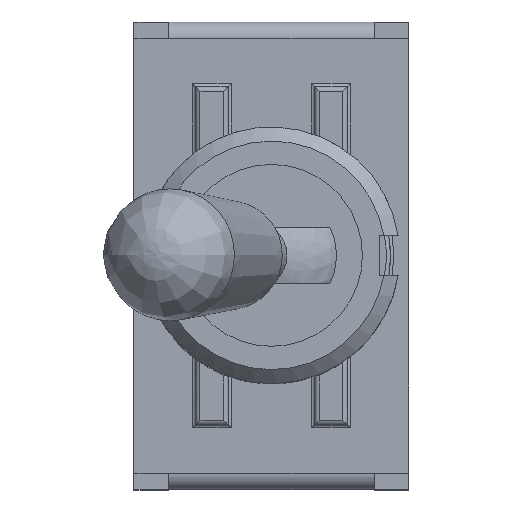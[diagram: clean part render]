
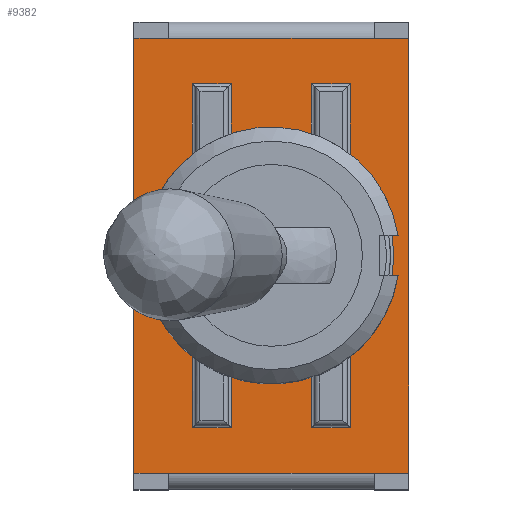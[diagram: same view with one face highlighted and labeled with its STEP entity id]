
A CAD part, top view. The second image highlights one B-rep face of the part: STEP entity #9382.
In plain terms, the highlighted planar face has unit normal (0, 0, 1).
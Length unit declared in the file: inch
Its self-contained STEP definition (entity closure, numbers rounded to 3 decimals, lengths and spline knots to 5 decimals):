
#75=FACE_BOUND('',#1370,.T.);
#390=CIRCLE('',#9940,0.22244);
#399=CIRCLE('',#9959,0.22244);
#407=CIRCLE('',#9977,0.22244);
#417=CIRCLE('',#10001,0.22244);
#793=FACE_OUTER_BOUND('',#1369,.T.);
#1369=EDGE_LOOP('',(#6464,#6465,#6466,#6467,#6468,#6469,#6470,#6471));
#1370=EDGE_LOOP('',(#6472,#6473,#6474,#6475,#6476,#6477,#6478,#6479,#6480,
#6481,#6482,#6483,#6484,#6485,#6486,#6487));
#2038=LINE('',#14102,#2998);
#2047=LINE('',#14289,#3007);
#2056=LINE('',#14555,#3016);
#2066=LINE('',#14823,#3026);
#2068=LINE('',#14830,#3028);
#2070=LINE('',#14833,#3030);
#2072=LINE('',#14839,#3032);
#2074=LINE('',#14844,#3034);
#2075=LINE('',#14846,#3035);
#2077=LINE('',#14852,#3037);
#2079=LINE('',#14855,#3039);
#2081=LINE('',#14858,#3041);
#2089=LINE('',#14874,#3049);
#2090=LINE('',#14876,#3050);
#2091=LINE('',#14878,#3051);
#2092=LINE('',#14880,#3052);
#2093=LINE('',#14881,#3053);
#2094=LINE('',#14883,#3054);
#2095=LINE('',#14885,#3055);
#2096=LINE('',#14886,#3056);
#2998=VECTOR('',#11017,0.3937);
#3007=VECTOR('',#11064,0.3937);
#3016=VECTOR('',#11109,0.3937);
#3026=VECTOR('',#11155,0.3937);
#3028=VECTOR('',#11163,0.3937);
#3030=VECTOR('',#11167,0.3937);
#3032=VECTOR('',#11173,0.3937);
#3034=VECTOR('',#11179,0.3937);
#3035=VECTOR('',#11182,0.3937);
#3037=VECTOR('',#11188,0.3937);
#3039=VECTOR('',#11192,0.3937);
#3041=VECTOR('',#11196,0.3937);
#3049=VECTOR('',#11214,0.3937);
#3050=VECTOR('',#11215,0.3937);
#3051=VECTOR('',#11216,0.3937);
#3052=VECTOR('',#11217,0.3937);
#3053=VECTOR('',#11218,0.3937);
#3054=VECTOR('',#11219,0.3937);
#3055=VECTOR('',#11220,0.3937);
#3056=VECTOR('',#11221,0.3937);
#3930=VERTEX_POINT('',#13842);
#3938=VERTEX_POINT('',#13860);
#3941=VERTEX_POINT('',#13867);
#3964=VERTEX_POINT('',#13943);
#3972=VERTEX_POINT('',#14017);
#3977=VERTEX_POINT('',#14101);
#3979=VERTEX_POINT('',#14129);
#3987=VERTEX_POINT('',#14204);
#3992=VERTEX_POINT('',#14288);
#3994=VERTEX_POINT('',#14340);
#4002=VERTEX_POINT('',#14432);
#4007=VERTEX_POINT('',#14554);
#4012=VERTEX_POINT('',#14614);
#4019=VERTEX_POINT('',#14751);
#4023=VERTEX_POINT('',#14822);
#4025=VERTEX_POINT('',#14828);
#4027=VERTEX_POINT('',#14837);
#4028=VERTEX_POINT('',#14842);
#4030=VERTEX_POINT('',#14850);
#4034=VERTEX_POINT('',#14875);
#4035=VERTEX_POINT('',#14877);
#4036=VERTEX_POINT('',#14879);
#4037=VERTEX_POINT('',#14882);
#4038=VERTEX_POINT('',#14884);
#4834=EDGE_CURVE('',#3964,#3972,#390,.T.);
#4846=EDGE_CURVE('',#3972,#3977,#2038,.T.);
#4862=EDGE_CURVE('',#3979,#3987,#399,.T.);
#4874=EDGE_CURVE('',#3987,#3992,#2047,.T.);
#4889=EDGE_CURVE('',#3994,#4002,#407,.T.);
#4901=EDGE_CURVE('',#4002,#4007,#2056,.T.);
#4927=EDGE_CURVE('',#4019,#4012,#417,.T.);
#4929=EDGE_CURVE('',#4007,#4023,#2066,.T.);
#4933=EDGE_CURVE('',#4025,#3994,#2068,.T.);
#4935=EDGE_CURVE('',#3992,#4025,#2070,.T.);
#4938=EDGE_CURVE('',#4027,#3979,#2072,.T.);
#4941=EDGE_CURVE('',#4028,#4027,#2074,.T.);
#4942=EDGE_CURVE('',#4012,#4028,#2075,.T.);
#4945=EDGE_CURVE('',#4030,#4019,#2077,.T.);
#4947=EDGE_CURVE('',#3977,#4030,#2079,.T.);
#4949=EDGE_CURVE('',#4023,#3964,#2081,.T.);
#4957=EDGE_CURVE('',#3938,#3941,#2089,.T.);
#4958=EDGE_CURVE('',#3938,#4034,#2090,.T.);
#4959=EDGE_CURVE('',#4034,#4035,#2091,.T.);
#4960=EDGE_CURVE('',#4036,#4035,#2092,.T.);
#4961=EDGE_CURVE('',#4036,#3930,#2093,.T.);
#4962=EDGE_CURVE('',#3930,#4037,#2094,.T.);
#4963=EDGE_CURVE('',#4037,#4038,#2095,.T.);
#4964=EDGE_CURVE('',#3941,#4038,#2096,.T.);
#6464=ORIENTED_EDGE('',*,*,#4957,.F.);
#6465=ORIENTED_EDGE('',*,*,#4958,.T.);
#6466=ORIENTED_EDGE('',*,*,#4959,.T.);
#6467=ORIENTED_EDGE('',*,*,#4960,.F.);
#6468=ORIENTED_EDGE('',*,*,#4961,.T.);
#6469=ORIENTED_EDGE('',*,*,#4962,.T.);
#6470=ORIENTED_EDGE('',*,*,#4963,.T.);
#6471=ORIENTED_EDGE('',*,*,#4964,.F.);
#6472=ORIENTED_EDGE('',*,*,#4929,.F.);
#6473=ORIENTED_EDGE('',*,*,#4901,.F.);
#6474=ORIENTED_EDGE('',*,*,#4889,.F.);
#6475=ORIENTED_EDGE('',*,*,#4933,.F.);
#6476=ORIENTED_EDGE('',*,*,#4935,.F.);
#6477=ORIENTED_EDGE('',*,*,#4874,.F.);
#6478=ORIENTED_EDGE('',*,*,#4862,.F.);
#6479=ORIENTED_EDGE('',*,*,#4938,.F.);
#6480=ORIENTED_EDGE('',*,*,#4941,.F.);
#6481=ORIENTED_EDGE('',*,*,#4942,.F.);
#6482=ORIENTED_EDGE('',*,*,#4927,.F.);
#6483=ORIENTED_EDGE('',*,*,#4945,.F.);
#6484=ORIENTED_EDGE('',*,*,#4947,.F.);
#6485=ORIENTED_EDGE('',*,*,#4846,.F.);
#6486=ORIENTED_EDGE('',*,*,#4834,.F.);
#6487=ORIENTED_EDGE('',*,*,#4949,.F.);
#9031=PLANE('',#10020);
#9382=ADVANCED_FACE('',(#793,#75),#9031,.T.);
#9940=AXIS2_PLACEMENT_3D('',#14018,#10996,#10997);
#9959=AXIS2_PLACEMENT_3D('',#14205,#11043,#11044);
#9977=AXIS2_PLACEMENT_3D('',#14433,#11088,#11089);
#10001=AXIS2_PLACEMENT_3D('',#14818,#11150,#11151);
#10020=AXIS2_PLACEMENT_3D('',#14873,#11212,#11213);
#10996=DIRECTION('center_axis',(0.,0.,
1.));
#10997=DIRECTION('ref_axis',(-1.,0.,0.));
#11017=DIRECTION('',(0.,-1.,0.));
#11043=DIRECTION('center_axis',(0.,0.,
1.));
#11044=DIRECTION('ref_axis',(1.,0.,0.));
#11064=DIRECTION('',(0.,1.,0.));
#11088=DIRECTION('center_axis',(0.,0.,
1.));
#11089=DIRECTION('ref_axis',(0.,1.,0.));
#11109=DIRECTION('',(0.,1.,0.));
#11150=DIRECTION('center_axis',(0.,0.,
1.));
#11151=DIRECTION('ref_axis',(0.,-1.,0.));
#11155=DIRECTION('',(-1.,0.,0.));
#11163=DIRECTION('',(0.,-1.,0.));
#11167=DIRECTION('',(-1.,0.,0.));
#11173=DIRECTION('',(0.,1.,0.));
#11179=DIRECTION('',(1.,0.,0.));
#11182=DIRECTION('',(0.,-1.,0.));
#11188=DIRECTION('',(0.,1.,0.));
#11192=DIRECTION('',(1.,0.,0.));
#11196=DIRECTION('',(0.,-1.,0.));
#11212=DIRECTION('center_axis',(0.,0.,
1.));
#11213=DIRECTION('ref_axis',(1.,0.,0.));
#11214=DIRECTION('',(-1.,0.,0.));
#11215=DIRECTION('',(1.,0.,0.));
#11216=DIRECTION('',(0.,1.,0.));
#11217=DIRECTION('',(1.,0.,0.));
#11218=DIRECTION('',(-1.,0.,0.));
#11219=DIRECTION('',(-1.,0.,0.));
#11220=DIRECTION('',(0.,-1.,0.));
#11221=DIRECTION('',(-1.,0.,0.));
#13842=CARTESIAN_POINT('',(-0.18701,0.39508,0.41496));
#13860=CARTESIAN_POINT('',(0.18701,-0.39508,0.41496));
#13867=CARTESIAN_POINT('',(-0.18701,-0.39508,0.41496));
#13943=CARTESIAN_POINT('',(-0.1437,0.16979,0.41496));
#14017=CARTESIAN_POINT('',(-0.1437,-0.16979,0.41496));
#14018=CARTESIAN_POINT('Origin',(0.,0.,
0.41496));
#14101=CARTESIAN_POINT('',(-0.1437,-0.31299,0.41496));
#14102=CARTESIAN_POINT('',(-0.1437,0.044,0.41496));
#14129=CARTESIAN_POINT('',(0.1437,-0.16979,0.41496));
#14204=CARTESIAN_POINT('',(0.1437,0.16979,0.41496));
#14205=CARTESIAN_POINT('Origin',(0.,0.,
0.41496));
#14288=CARTESIAN_POINT('',(0.1437,0.31299,0.41496));
#14289=CARTESIAN_POINT('',(0.1437,0.35108,0.41496));
#14340=CARTESIAN_POINT('',(0.07283,0.21018,0.41496));
#14432=CARTESIAN_POINT('',(-0.07283,0.21018,0.41496));
#14433=CARTESIAN_POINT('Origin',(0.,0.,
0.41496));
#14554=CARTESIAN_POINT('',(-0.07283,0.31299,0.41496));
#14555=CARTESIAN_POINT('',(-0.07283,0.35108,0.41496));
#14614=CARTESIAN_POINT('',(0.07283,-0.21018,0.41496));
#14751=CARTESIAN_POINT('',(-0.07283,-0.21018,0.41496));
#14818=CARTESIAN_POINT('Origin',(0.,0.,
0.41496));
#14822=CARTESIAN_POINT('',(-0.1437,0.31299,0.41496));
#14823=CARTESIAN_POINT('',(-0.0689,0.31299,0.41496));
#14828=CARTESIAN_POINT('',(0.07283,0.31299,0.41496));
#14830=CARTESIAN_POINT('',(0.07283,0.2984,0.41496));
#14833=CARTESIAN_POINT('',(0.03937,0.31299,0.41496));
#14837=CARTESIAN_POINT('',(0.1437,-0.31299,0.41496));
#14839=CARTESIAN_POINT('',(0.1437,0.11402,0.41496));
#14842=CARTESIAN_POINT('',(0.07283,-0.31299,0.41496));
#14844=CARTESIAN_POINT('',(0.0689,-0.31299,0.41496));
#14846=CARTESIAN_POINT('',(0.07283,0.044,0.41496));
#14850=CARTESIAN_POINT('',(-0.07283,-0.31299,0.41496));
#14852=CARTESIAN_POINT('',(-0.07283,0.09668,0.41496));
#14855=CARTESIAN_POINT('',(-0.03937,-0.31299,0.41496));
#14858=CARTESIAN_POINT('',(-0.1437,0.28106,0.41496));
#14873=CARTESIAN_POINT('Origin',(0.,0.39508,
0.41496));
#14874=CARTESIAN_POINT('',(0.,-0.39508,0.41496));
#14875=CARTESIAN_POINT('',(0.25,-0.39508,0.41496));
#14876=CARTESIAN_POINT('',(0.18701,-0.39508,0.41496));
#14877=CARTESIAN_POINT('',(0.25,0.39508,0.41496));
#14878=CARTESIAN_POINT('',(0.25,0.39508,0.41496));
#14879=CARTESIAN_POINT('',(0.18701,0.39508,0.41496));
#14880=CARTESIAN_POINT('',(0.18701,0.39508,0.41496));
#14881=CARTESIAN_POINT('',(0.,0.39508,0.41496));
#14882=CARTESIAN_POINT('',(-0.25,0.39508,0.41496));
#14883=CARTESIAN_POINT('',(-0.18701,0.39508,0.41496));
#14884=CARTESIAN_POINT('',(-0.25,-0.39508,0.41496));
#14885=CARTESIAN_POINT('',(-0.25,-0.39508,0.41496));
#14886=CARTESIAN_POINT('',(-0.18701,-0.39508,0.41496));
